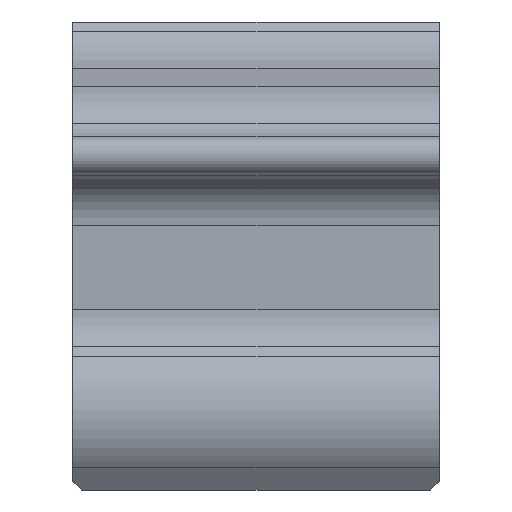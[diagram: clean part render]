
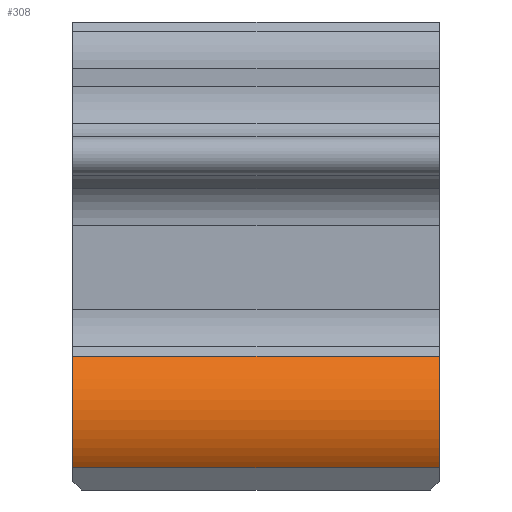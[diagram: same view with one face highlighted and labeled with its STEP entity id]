
A CAD part, front view. The second image highlights one B-rep face of the part: STEP entity #308.
In plain terms, the highlighted free-form (B-spline) face has degree [2, 2] with [3, 5] control points.
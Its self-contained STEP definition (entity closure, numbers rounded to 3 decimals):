
#24 = VERTEX_POINT('',#25);
#25 = CARTESIAN_POINT('',(21.,-27.774,
    -9.122));
#185 = VERTEX_POINT('',#186);
#186 = CARTESIAN_POINT('',(21.,-26.658,3.692));
#192 = EDGE_CURVE('',#185,#24,#193,.T.);
#193 = B_SPLINE_CURVE_WITH_KNOTS('',6,(#194,#195,#196,#197,#198,#199,
    #200,#201,#202,#203,#204,#205,#206,#207,#208,#209,#210,#211,#212,
    #213,#214,#215),.UNSPECIFIED.,.F.,.F.,(7,5,5,5,7),(0.,0.249
    ,0.5,0.751,1.),.UNSPECIFIED.);
#194 = CARTESIAN_POINT('',(21.,-26.658,3.692));
#195 = CARTESIAN_POINT('',(21.,-27.039,3.311));
#196 = CARTESIAN_POINT('',(21.,-27.403,2.898));
#197 = CARTESIAN_POINT('',(21.,-27.746,2.452));
#198 = CARTESIAN_POINT('',(21.,-28.064,1.976));
#199 = CARTESIAN_POINT('',(21.,-28.351,1.472));
#200 = CARTESIAN_POINT('',(21.,-28.858,0.414));
#201 = CARTESIAN_POINT('',(21.,-29.079,
    -0.142));
#202 = CARTESIAN_POINT('',(21.,-29.26,
    -0.717));
#203 = CARTESIAN_POINT('',(21.,-29.4,
    -1.307));
#204 = CARTESIAN_POINT('',(21.,-29.497,
    -1.908));
#205 = CARTESIAN_POINT('',(21.,-29.602,
    -3.116));
#206 = CARTESIAN_POINT('',(21.,-29.61,
    -3.724));
#207 = CARTESIAN_POINT('',(21.,-29.575,
    -4.329));
#208 = CARTESIAN_POINT('',(21.,-29.495,
    -4.928));
#209 = CARTESIAN_POINT('',(21.,-29.374,
    -5.512));
#210 = CARTESIAN_POINT('',(21.,-29.057,
    -6.643));
#211 = CARTESIAN_POINT('',(21.,-28.862,
    -7.189));
#212 = CARTESIAN_POINT('',(21.,-28.631,
    -7.713));
#213 = CARTESIAN_POINT('',(21.,-28.37,
    -8.211));
#214 = CARTESIAN_POINT('',(21.,-28.083,
    -8.681));
#215 = CARTESIAN_POINT('',(21.,-27.774,
    -9.122));
#226 = EDGE_CURVE('',#24,#227,#229,.T.);
#227 = VERTEX_POINT('',#228);
#228 = CARTESIAN_POINT('',(-21.,-27.774,-9.122));
#229 = B_SPLINE_CURVE_WITH_KNOTS('',2,(#230,#231,#232,#233,#234),
  .UNSPECIFIED.,.F.,.F.,(3,1,1,3),(-2.57,0.,42.,
    44.57),.UNSPECIFIED.);
#230 = CARTESIAN_POINT('',(23.57,-27.774,
    -9.122));
#231 = CARTESIAN_POINT('',(22.285,-27.774,
    -9.122));
#232 = CARTESIAN_POINT('',(0.,-27.774,-9.122));
#233 = CARTESIAN_POINT('',(-22.285,-27.774,-9.122));
#234 = CARTESIAN_POINT('',(-23.57,-27.774,-9.122));
#308 = ADVANCED_FACE('',(#309),#348,.F.);
#309 = FACE_BOUND('',#310,.F.);
#310 = EDGE_LOOP('',(#311,#312,#313,#340));
#311 = ORIENTED_EDGE('',*,*,#192,.T.);
#312 = ORIENTED_EDGE('',*,*,#226,.T.);
#313 = ORIENTED_EDGE('',*,*,#314,.F.);
#314 = EDGE_CURVE('',#315,#227,#317,.T.);
#315 = VERTEX_POINT('',#316);
#316 = CARTESIAN_POINT('',(-21.,-26.658,3.692));
#317 = B_SPLINE_CURVE_WITH_KNOTS('',6,(#318,#319,#320,#321,#322,#323,
    #324,#325,#326,#327,#328,#329,#330,#331,#332,#333,#334,#335,#336,
    #337,#338,#339),.UNSPECIFIED.,.F.,.F.,(7,5,5,5,7),(0.,0.249
    ,0.5,0.751,1.),.UNSPECIFIED.);
#318 = CARTESIAN_POINT('',(-21.,-26.658,3.692));
#319 = CARTESIAN_POINT('',(-21.,-27.039,3.311));
#320 = CARTESIAN_POINT('',(-21.,-27.403,2.898));
#321 = CARTESIAN_POINT('',(-21.,-27.746,2.452));
#322 = CARTESIAN_POINT('',(-21.,-28.064,1.976));
#323 = CARTESIAN_POINT('',(-21.,-28.351,1.472));
#324 = CARTESIAN_POINT('',(-21.,-28.858,0.414));
#325 = CARTESIAN_POINT('',(-21.,-29.079,-0.142));
#326 = CARTESIAN_POINT('',(-21.,-29.26,-0.717));
#327 = CARTESIAN_POINT('',(-21.,-29.4,-1.307));
#328 = CARTESIAN_POINT('',(-21.,-29.497,-1.908));
#329 = CARTESIAN_POINT('',(-21.,-29.602,-3.116));
#330 = CARTESIAN_POINT('',(-21.,-29.61,-3.724));
#331 = CARTESIAN_POINT('',(-21.,-29.575,-4.329));
#332 = CARTESIAN_POINT('',(-21.,-29.495,-4.928));
#333 = CARTESIAN_POINT('',(-21.,-29.374,-5.512));
#334 = CARTESIAN_POINT('',(-21.,-29.057,-6.643));
#335 = CARTESIAN_POINT('',(-21.,-28.862,-7.189));
#336 = CARTESIAN_POINT('',(-21.,-28.631,-7.713));
#337 = CARTESIAN_POINT('',(-21.,-28.37,-8.211));
#338 = CARTESIAN_POINT('',(-21.,-28.083,-8.681));
#339 = CARTESIAN_POINT('',(-21.,-27.774,-9.122));
#340 = ORIENTED_EDGE('',*,*,#341,.F.);
#341 = EDGE_CURVE('',#185,#315,#342,.T.);
#342 = B_SPLINE_CURVE_WITH_KNOTS('',2,(#343,#344,#345,#346,#347),
  .UNSPECIFIED.,.F.,.F.,(3,1,1,3),(-2.57,0.,42.,
    44.57),.UNSPECIFIED.);
#343 = CARTESIAN_POINT('',(23.57,-26.658,3.692
    ));
#344 = CARTESIAN_POINT('',(22.285,-26.658,3.692
    ));
#345 = CARTESIAN_POINT('',(0.,-26.658,3.692));
#346 = CARTESIAN_POINT('',(-22.285,-26.658,3.692));
#347 = CARTESIAN_POINT('',(-23.57,-26.658,3.692));
#348 = ( BOUNDED_SURFACE() B_SPLINE_SURFACE(2,2,(
    (#349,#350,#351,#352,#353)
    ,(#354,#355,#356,#357,#358)
    ,(#359,#360,#361,#362,#363
)),.UNSPECIFIED.,.F.,.F.,.F.) B_SPLINE_SURFACE_WITH_KNOTS((3,3),(3,1,1,3
    ),(0.,42.),(-2.57,0.,42.,44.57),
.UNSPECIFIED.) GEOMETRIC_REPRESENTATION_ITEM() RATIONAL_B_SPLINE_SURFACE
((
    (1.,1.,1.,1.,1.)
    ,(0.766,0.766,0.766,0.766
      ,0.766)
,(1.,1.,1.,1.,1.))) REPRESENTATION_ITEM('') SURFACE() );
#349 = CARTESIAN_POINT('',(23.57,-26.658,3.692
    ));
#350 = CARTESIAN_POINT('',(22.285,-26.658,3.692
    ));
#351 = CARTESIAN_POINT('',(0.,-26.658,3.692));
#352 = CARTESIAN_POINT('',(-22.285,-26.658,3.692));
#353 = CARTESIAN_POINT('',(-23.57,-26.658,3.692));
#354 = CARTESIAN_POINT('',(23.57,-32.596,
    -2.246));
#355 = CARTESIAN_POINT('',(22.285,-32.596,
    -2.246));
#356 = CARTESIAN_POINT('',(0.,-32.596,-2.246));
#357 = CARTESIAN_POINT('',(-22.285,-32.596,-2.246));
#358 = CARTESIAN_POINT('',(-23.57,-32.596,-2.246));
#359 = CARTESIAN_POINT('',(23.57,-27.774,
    -9.122));
#360 = CARTESIAN_POINT('',(22.285,-27.774,
    -9.122));
#361 = CARTESIAN_POINT('',(0.,-27.774,-9.122));
#362 = CARTESIAN_POINT('',(-22.285,-27.774,-9.122));
#363 = CARTESIAN_POINT('',(-23.57,-27.774,-9.122));
